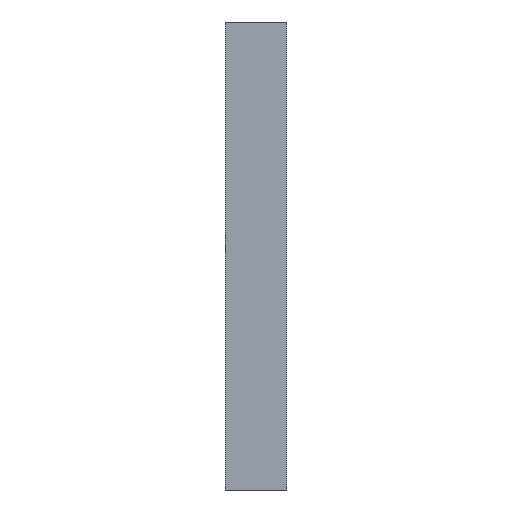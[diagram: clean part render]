
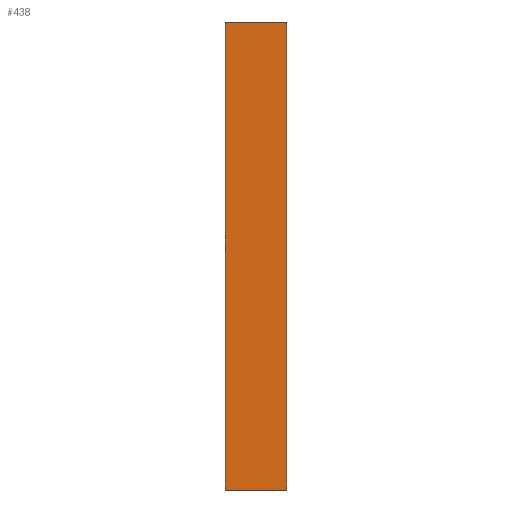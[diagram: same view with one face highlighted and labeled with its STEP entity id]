
A CAD part, left-side view. The second image highlights one B-rep face of the part: STEP entity #438.
In plain terms, the highlighted planar face has unit normal (-1, 0, 0).
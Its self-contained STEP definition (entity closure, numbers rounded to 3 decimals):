
#34 = FACE_OUTER_BOUND ( 'NONE', #534, .T. ) ;
#43 = VERTEX_POINT ( 'NONE', #1587 ) ;
#53 = DIRECTION ( 'NONE',  ( 0., 0., -1. ) ) ;
#171 = AXIS2_PLACEMENT_3D ( 'NONE', #783, #1292, #53 ) ;
#178 = EDGE_CURVE ( 'NONE', #308, #1338, #1093, .T. ) ;
#266 = CARTESIAN_POINT ( 'NONE',  ( 0., 5., 0. ) ) ;
#277 = VECTOR ( 'NONE', #514, 1000. ) ;
#291 = ORIENTED_EDGE ( 'NONE', *, *, #1279, .T. ) ;
#308 = VERTEX_POINT ( 'NONE', #1621 ) ;
#356 = VECTOR ( 'NONE', #1239, 1000. ) ;
#363 = VERTEX_POINT ( 'NONE', #266 ) ;
#368 = CARTESIAN_POINT ( 'NONE',  ( 0., 5., 0. ) ) ;
#423 = CARTESIAN_POINT ( 'NONE',  ( 0., 0., 0. ) ) ;
#438 = ADVANCED_FACE ( 'NONE', ( #34 ), #652, .F. ) ;
#477 = DIRECTION ( 'NONE',  ( 0., -1., 0. ) ) ;
#483 = ORIENTED_EDGE ( 'NONE', *, *, #641, .F. ) ;
#514 = DIRECTION ( 'NONE',  ( 0., 0., 1. ) ) ;
#534 = EDGE_LOOP ( 'NONE', ( #291, #483, #905, #858 ) ) ;
#641 = EDGE_CURVE ( 'NONE', #363, #43, #1447, .T. ) ;
#652 = PLANE ( 'NONE',  #171 ) ;
#783 = CARTESIAN_POINT ( 'NONE',  ( 0., 5., 0. ) ) ;
#858 = ORIENTED_EDGE ( 'NONE', *, *, #178, .T. ) ;
#905 = ORIENTED_EDGE ( 'NONE', *, *, #1255, .F. ) ;
#1001 = LINE ( 'NONE', #368, #356 ) ;
#1049 = CARTESIAN_POINT ( 'NONE',  ( 0., 0., -38. ) ) ;
#1058 = LINE ( 'NONE', #423, #277 ) ;
#1069 = CARTESIAN_POINT ( 'NONE',  ( 0., 5., 0. ) ) ;
#1093 = LINE ( 'NONE', #1356, #1582 ) ;
#1222 = DIRECTION ( 'NONE',  ( 0., -1., 0. ) ) ;
#1239 = DIRECTION ( 'NONE',  ( 0., 0., 1. ) ) ;
#1255 = EDGE_CURVE ( 'NONE', #308, #363, #1001, .T. ) ;
#1279 = EDGE_CURVE ( 'NONE', #1338, #43, #1058, .T. ) ;
#1292 = DIRECTION ( 'NONE',  ( 1., 0., 0. ) ) ;
#1315 = VECTOR ( 'NONE', #1222, 1000. ) ;
#1338 = VERTEX_POINT ( 'NONE', #1049 ) ;
#1356 = CARTESIAN_POINT ( 'NONE',  ( 0., 5., -38. ) ) ;
#1447 = LINE ( 'NONE', #1069, #1315 ) ;
#1582 = VECTOR ( 'NONE', #477, 1000. ) ;
#1587 = CARTESIAN_POINT ( 'NONE',  ( 0., 0., 0. ) ) ;
#1621 = CARTESIAN_POINT ( 'NONE',  ( 0., 5., -38. ) ) ;
